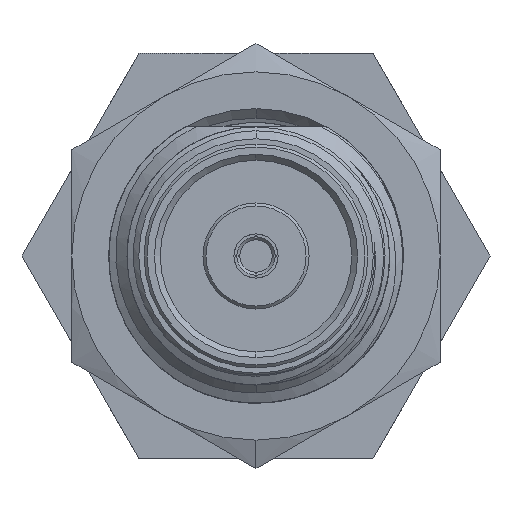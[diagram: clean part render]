
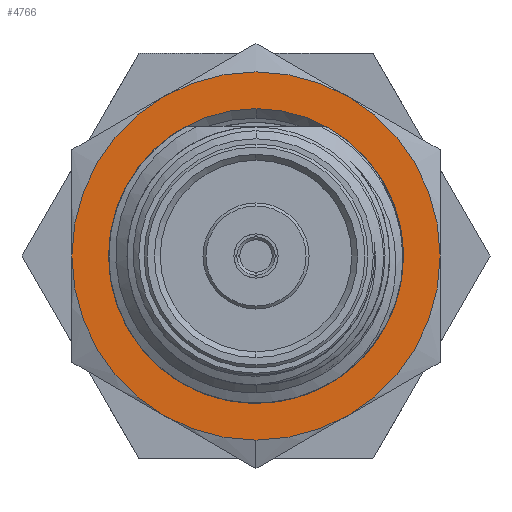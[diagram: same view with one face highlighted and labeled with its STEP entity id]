
A CAD part, left-side view. The second image highlights one B-rep face of the part: STEP entity #4766.
In plain terms, the highlighted planar face has unit normal (-1, 0, 0).
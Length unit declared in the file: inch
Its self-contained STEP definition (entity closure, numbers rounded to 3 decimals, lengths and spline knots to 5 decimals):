
#222 = AXIS2_PLACEMENT_3D ( 'NONE', #3043, #22129, #18337 ) ;
#477 = CIRCLE ( 'NONE', #12047, 0.3125 ) ;
#784 = CARTESIAN_POINT ( 'NONE',  ( 0.45, -0.3125, 0. ) ) ;
#1141 = EDGE_LOOP ( 'NONE', ( #10947, #10425, #7986, #14235, #21359, #10344, #15687 ) ) ;
#2060 = DIRECTION ( 'NONE',  ( 0., 0., -1. ) ) ;
#2495 = CARTESIAN_POINT ( 'NONE',  ( 0.45, 0., 0. ) ) ;
#2529 = FACE_BOUND ( 'NONE', #4035, .T. ) ;
#3043 = CARTESIAN_POINT ( 'NONE',  ( 0.45, 0., 0. ) ) ;
#3127 = CARTESIAN_POINT ( 'NONE',  ( 0.45, -0.15625, 0.27063 ) ) ;
#3152 = DIRECTION ( 'NONE',  ( 0., 0., -1. ) ) ;
#4035 = EDGE_LOOP ( 'NONE', ( #16858, #13105 ) ) ;
#4146 = EDGE_CURVE ( 'NONE', #6136, #22703, #8760, .T. ) ;
#4495 = DIRECTION ( 'NONE',  ( 0., 0., -1. ) ) ;
#4766 = ADVANCED_FACE ( 'NONE', ( #2529, #13572 ), #5734, .F. ) ;
#5084 = DIRECTION ( 'NONE',  ( -1., 0., 0. ) ) ;
#5165 = DIRECTION ( 'NONE',  ( 0., 0., -1. ) ) ;
#5272 = EDGE_CURVE ( 'NONE', #9267, #15118, #8738, .T. ) ;
#5488 = DIRECTION ( 'NONE',  ( 0., 0., -1. ) ) ;
#5567 = CARTESIAN_POINT ( 'NONE',  ( 0.45, 0., 0. ) ) ;
#5734 = PLANE ( 'NONE',  #9933 ) ;
#6136 = VERTEX_POINT ( 'NONE', #6576 ) ;
#6271 = EDGE_CURVE ( 'NONE', #17984, #9267, #12046, .T. ) ;
#6438 = AXIS2_PLACEMENT_3D ( 'NONE', #8960, #5084, #5165 ) ;
#6496 = CARTESIAN_POINT ( 'NONE',  ( 0.45, 0., 0. ) ) ;
#6576 = CARTESIAN_POINT ( 'NONE',  ( 0.45, 0., 0.25015 ) ) ;
#7043 = CIRCLE ( 'NONE', #17726, 0.3125 ) ;
#7788 = EDGE_CURVE ( 'NONE', #20708, #16197, #16447, .T. ) ;
#7986 = ORIENTED_EDGE ( 'NONE', *, *, #5272, .T. ) ;
#8493 = CARTESIAN_POINT ( 'NONE',  ( 0.45, -0.15625, -0.27063 ) ) ;
#8629 = AXIS2_PLACEMENT_3D ( 'NONE', #17615, #11918, #13982 ) ;
#8738 = CIRCLE ( 'NONE', #12484, 0.3125 ) ;
#8760 = CIRCLE ( 'NONE', #8629, 0.25015 ) ;
#8960 = CARTESIAN_POINT ( 'NONE',  ( 0.45, 0., 0. ) ) ;
#9136 = CARTESIAN_POINT ( 'NONE',  ( 0.45, 0., 0. ) ) ;
#9267 = VERTEX_POINT ( 'NONE', #8493 ) ;
#9893 = DIRECTION ( 'NONE',  ( 1., 0., 0. ) ) ;
#9933 = AXIS2_PLACEMENT_3D ( 'NONE', #5567, #9893, #11728 ) ;
#10107 = CARTESIAN_POINT ( 'NONE',  ( 0.45, 0.3125, 0. ) ) ;
#10344 = ORIENTED_EDGE ( 'NONE', *, *, #18846, .T. ) ;
#10425 = ORIENTED_EDGE ( 'NONE', *, *, #6271, .T. ) ;
#10947 = ORIENTED_EDGE ( 'NONE', *, *, #14560, .T. ) ;
#11091 = CARTESIAN_POINT ( 'NONE',  ( 0.45, 0., -0.25015 ) ) ;
#11293 = VERTEX_POINT ( 'NONE', #10107 ) ;
#11349 = DIRECTION ( 'NONE',  ( -1., 0., 0. ) ) ;
#11728 = DIRECTION ( 'NONE',  ( 0., 0., -1. ) ) ;
#11918 = DIRECTION ( 'NONE',  ( 1., 0., 0. ) ) ;
#12046 = CIRCLE ( 'NONE', #6438, 0.3125 ) ;
#12047 = AXIS2_PLACEMENT_3D ( 'NONE', #22888, #13458, #2060 ) ;
#12133 = CARTESIAN_POINT ( 'NONE',  ( 0.45, 0.15625, 0.27063 ) ) ;
#12484 = AXIS2_PLACEMENT_3D ( 'NONE', #9136, #16845, #5488 ) ;
#12640 = DIRECTION ( 'NONE',  ( -1., 0., 0. ) ) ;
#12932 = VERTEX_POINT ( 'NONE', #18478 ) ;
#13105 = ORIENTED_EDGE ( 'NONE', *, *, #19287, .T. ) ;
#13313 = CARTESIAN_POINT ( 'NONE',  ( 0.45, 0., -0.3125 ) ) ;
#13458 = DIRECTION ( 'NONE',  ( 1., 0., 0. ) ) ;
#13572 = FACE_OUTER_BOUND ( 'NONE', #1141, .T. ) ;
#13936 = AXIS2_PLACEMENT_3D ( 'NONE', #15234, #11349, #22496 ) ;
#13982 = DIRECTION ( 'NONE',  ( 0., 0., -1. ) ) ;
#14217 = CARTESIAN_POINT ( 'NONE',  ( 0.45, 0., 0. ) ) ;
#14235 = ORIENTED_EDGE ( 'NONE', *, *, #19110, .T. ) ;
#14560 = EDGE_CURVE ( 'NONE', #12932, #17984, #22292, .T. ) ;
#15118 = VERTEX_POINT ( 'NONE', #784 ) ;
#15234 = CARTESIAN_POINT ( 'NONE',  ( 0.45, 0., 0. ) ) ;
#15687 = ORIENTED_EDGE ( 'NONE', *, *, #20360, .F. ) ;
#16197 = VERTEX_POINT ( 'NONE', #12133 ) ;
#16289 = DIRECTION ( 'NONE',  ( 0., 0., -1. ) ) ;
#16447 = CIRCLE ( 'NONE', #222, 0.3125 ) ;
#16845 = DIRECTION ( 'NONE',  ( -1., 0., 0. ) ) ;
#16858 = ORIENTED_EDGE ( 'NONE', *, *, #4146, .T. ) ;
#17615 = CARTESIAN_POINT ( 'NONE',  ( 0.45, 0., 0. ) ) ;
#17726 = AXIS2_PLACEMENT_3D ( 'NONE', #2495, #21409, #3152 ) ;
#17984 = VERTEX_POINT ( 'NONE', #13313 ) ;
#18322 = CIRCLE ( 'NONE', #13936, 0.3125 ) ;
#18337 = DIRECTION ( 'NONE',  ( 0., 0., -1. ) ) ;
#18422 = AXIS2_PLACEMENT_3D ( 'NONE', #14217, #12640, #16289 ) ;
#18478 = CARTESIAN_POINT ( 'NONE',  ( 0.45, 0.15625, -0.27063 ) ) ;
#18846 = EDGE_CURVE ( 'NONE', #16197, #11293, #18322, .T. ) ;
#19110 = EDGE_CURVE ( 'NONE', #15118, #20708, #7043, .T. ) ;
#19287 = EDGE_CURVE ( 'NONE', #22703, #6136, #23363, .T. ) ;
#19630 = AXIS2_PLACEMENT_3D ( 'NONE', #6496, #19735, #4495 ) ;
#19735 = DIRECTION ( 'NONE',  ( 1., 0., 0. ) ) ;
#20360 = EDGE_CURVE ( 'NONE', #12932, #11293, #477, .T. ) ;
#20708 = VERTEX_POINT ( 'NONE', #3127 ) ;
#21359 = ORIENTED_EDGE ( 'NONE', *, *, #7788, .T. ) ;
#21409 = DIRECTION ( 'NONE',  ( -1., 0., 0. ) ) ;
#22129 = DIRECTION ( 'NONE',  ( -1., 0., 0. ) ) ;
#22292 = CIRCLE ( 'NONE', #18422, 0.3125 ) ;
#22496 = DIRECTION ( 'NONE',  ( 0., 0., -1. ) ) ;
#22703 = VERTEX_POINT ( 'NONE', #11091 ) ;
#22888 = CARTESIAN_POINT ( 'NONE',  ( 0.45, 0., 0. ) ) ;
#23363 = CIRCLE ( 'NONE', #19630, 0.25015 ) ;
